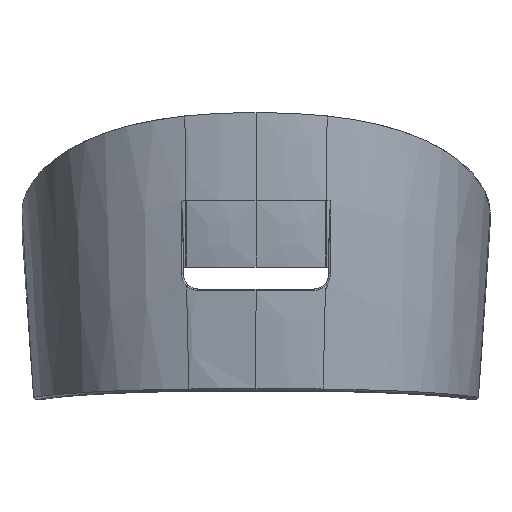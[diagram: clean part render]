
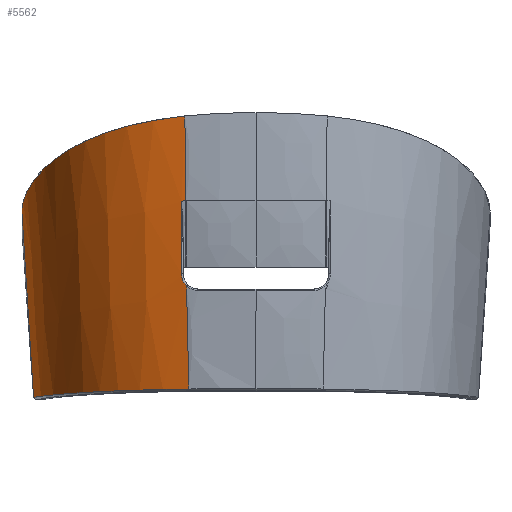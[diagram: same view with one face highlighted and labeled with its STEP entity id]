
A CAD part, left-side view. The second image highlights one B-rep face of the part: STEP entity #5562.
In plain terms, the highlighted free-form (B-spline) face has degree [3, 3] with [10, 4] control points.
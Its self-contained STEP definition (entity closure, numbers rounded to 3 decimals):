
#1510=DIRECTION('',(-0.104,0.062,0.993));
#1511=VECTOR('',#1510,42.548);
#1512=CARTESIAN_POINT('',(-40.573,50.344,
-7.531));
#1513=LINE('',#1512,#1511);
#1519=CARTESIAN_POINT('',(-40.573,50.344,
-7.531));
#1528=CARTESIAN_POINT('',(-101.806,16.865,20.476));
#1529=CARTESIAN_POINT('',(-101.786,16.865,20.224));
#1530=CARTESIAN_POINT('',(-101.756,16.816,19.731));
#1531=CARTESIAN_POINT('',(-101.744,16.596,19.007));
#1532=CARTESIAN_POINT('',(-101.765,16.236,18.341));
#1533=CARTESIAN_POINT('',(-101.798,15.915,17.954));
#1534=CARTESIAN_POINT('',(-101.82,15.732,17.773));
#1536=CARTESIAN_POINT('',(-101.755,15.719,17.));
#1537=CARTESIAN_POINT('',(-101.777,15.723,17.258));
#1538=CARTESIAN_POINT('',(-101.798,15.728,17.516));
#1539=CARTESIAN_POINT('',(-101.82,15.732,17.773));
#1541=CARTESIAN_POINT('',(-101.755,15.719,17.));
#1542=CARTESIAN_POINT('',(-101.114,15.585,9.439));
#1543=CARTESIAN_POINT('',(-100.305,15.416,1.893));
#1544=CARTESIAN_POINT('',(-99.329,15.212,
-5.63));
#1546=CARTESIAN_POINT('',(-40.573,50.344,
-7.531));
#1547=CARTESIAN_POINT('',(-44.398,50.337,
-7.535));
#1548=CARTESIAN_POINT('',(-51.673,50.077,
-7.475));
#1549=CARTESIAN_POINT('',(-61.32,48.886,
-7.302));
#1550=CARTESIAN_POINT('',(-69.763,46.939,
-7.064));
#1551=CARTESIAN_POINT('',(-76.95,44.269,
-6.802));
#1552=CARTESIAN_POINT('',(-82.839,41.036,
-6.547));
#1553=CARTESIAN_POINT('',(-87.639,37.308,
-6.312));
#1554=CARTESIAN_POINT('',(-91.628,33.02,
-6.098));
#1555=CARTESIAN_POINT('',(-94.938,27.99,
-5.907));
#1556=CARTESIAN_POINT('',(-97.564,22.151,
-5.744));
#1557=CARTESIAN_POINT('',(-98.83,17.609,
-5.665));
#1558=CARTESIAN_POINT('',(-99.329,15.212,
-5.63));
#1560=CARTESIAN_POINT('',(-103.563,16.096,56.216));
#1561=CARTESIAN_POINT('',(-102.921,19.325,55.869));
#1562=CARTESIAN_POINT('',(-101.137,25.666,54.909));
#1563=CARTESIAN_POINT('',(-96.567,34.263,52.561));
#1564=CARTESIAN_POINT('',(-90.083,41.246,49.462));
#1565=CARTESIAN_POINT('',(-82.181,46.316,46.042));
#1566=CARTESIAN_POINT('',(-73.428,49.694,42.684));
#1567=CARTESIAN_POINT('',(-61.113,52.432,38.576));
#1568=CARTESIAN_POINT('',(-51.475,53.,36.071));
#1569=CARTESIAN_POINT('',(-45.,53.,34.702));
#1571=CARTESIAN_POINT('',(-103.563,16.096,56.216));
#1572=CARTESIAN_POINT('',(-103.514,16.086,49.808));
#1573=CARTESIAN_POINT('',(-103.345,16.051,43.401));
#1574=CARTESIAN_POINT('',(-103.055,15.99,37.));
#1576=CARTESIAN_POINT('',(-102.95,16.5,37.));
#1577=CARTESIAN_POINT('',(-102.974,16.384,37.));
#1578=CARTESIAN_POINT('',(-103.009,16.215,37.001));
#1579=CARTESIAN_POINT('',(-103.044,16.044,37.));
#1580=CARTESIAN_POINT('',(-103.055,15.99,37.));
#1582=CARTESIAN_POINT('',(-102.866,16.863,36.856));
#1583=CARTESIAN_POINT('',(-102.875,16.825,36.877));
#1584=CARTESIAN_POINT('',(-102.894,16.747,36.916));
#1585=CARTESIAN_POINT('',(-102.922,16.627,36.967));
#1586=CARTESIAN_POINT('',(-102.941,16.543,36.99));
#1587=CARTESIAN_POINT('',(-102.95,16.5,37.));
#1589=CARTESIAN_POINT('',(-102.866,16.863,36.856));
#1590=CARTESIAN_POINT('',(-102.813,16.863,35.745));
#1591=CARTESIAN_POINT('',(-102.693,16.864,33.393));
#1592=CARTESIAN_POINT('',(-102.462,16.864,29.452));
#1593=CARTESIAN_POINT('',(-102.173,16.864,25.163));
#1594=CARTESIAN_POINT('',(-101.937,16.865,22.076));
#1595=CARTESIAN_POINT('',(-101.806,16.865,20.476));
#1597=CARTESIAN_POINT('',(-103.055,15.99,37.));
#1629=CARTESIAN_POINT('',(-101.82,15.732,17.773));
#1942=VERTEX_POINT('',#1519);
#1945=VERTEX_POINT('',#1558);
#2009=CARTESIAN_POINT('',(-45.,53.,34.702));
#2010=VERTEX_POINT('',#2009);
#2012=VERTEX_POINT('',#1560);
#2052=VERTEX_POINT('',#1597);
#2091=VERTEX_POINT('',#1541);
#2109=VERTEX_POINT('',#1629);
#2111=VERTEX_POINT('',#1528);
#2113=VERTEX_POINT('',#1589);
#2114=VERTEX_POINT('',#1587);
#5505=CARTESIAN_POINT('',(-99.398,14.457,
-6.23));
#5506=CARTESIAN_POINT('',(-102.14,15.017,14.698));
#5507=CARTESIAN_POINT('',(-103.584,15.306,35.803));
#5508=CARTESIAN_POINT('',(-103.717,15.32,56.918));
#5509=CARTESIAN_POINT('',(-98.748,17.781,
-6.295));
#5510=CARTESIAN_POINT('',(-101.48,18.397,14.536));
#5511=CARTESIAN_POINT('',(-102.923,18.744,35.548));
#5512=CARTESIAN_POINT('',(-103.067,18.819,56.563));
#5513=CARTESIAN_POINT('',(-96.945,24.088,
-6.473));
#5514=CARTESIAN_POINT('',(-99.632,24.797,14.093));
#5515=CARTESIAN_POINT('',(-101.075,25.248,34.841));
#5516=CARTESIAN_POINT('',(-101.265,25.443,55.583));
#5517=CARTESIAN_POINT('',(-92.169,32.565,
-6.913));
#5518=CARTESIAN_POINT('',(-94.763,33.355,13.));
#5519=CARTESIAN_POINT('',(-96.235,33.923,33.083));
#5520=CARTESIAN_POINT('',(-96.577,34.273,53.152));
#5521=CARTESIAN_POINT('',(-85.481,39.288,
-7.469));
#5522=CARTESIAN_POINT('',(-87.987,40.12,11.603));
#5523=CARTESIAN_POINT('',(-89.528,40.776,30.824));
#5524=CARTESIAN_POINT('',(-90.1,41.261,50.027));
#5525=CARTESIAN_POINT('',(-77.337,44.097,
-8.057));
#5526=CARTESIAN_POINT('',(-79.74,44.967,10.081));
#5527=CARTESIAN_POINT('',(-81.364,45.71,28.338));
#5528=CARTESIAN_POINT('',(-82.206,46.335,46.579));
#5529=CARTESIAN_POINT('',(-68.435,47.235,
-8.592));
#5530=CARTESIAN_POINT('',(-70.688,48.137,8.616));
#5531=CARTESIAN_POINT('',(-72.364,48.962,25.911));
#5532=CARTESIAN_POINT('',(-73.46,49.717,43.193));
#5533=CARTESIAN_POINT('',(-55.856,49.775,
-9.19));
#5534=CARTESIAN_POINT('',(-57.837,50.706,6.836));
#5535=CARTESIAN_POINT('',(-59.521,51.616,22.904));
#5536=CARTESIAN_POINT('',(-60.908,52.513,38.966));
#5537=CARTESIAN_POINT('',(-46.146,50.242,
-9.461));
#5538=CARTESIAN_POINT('',(-47.864,51.177,5.814));
#5539=CARTESIAN_POINT('',(-49.484,52.114,21.101));
#5540=CARTESIAN_POINT('',(-51.006,53.057,36.387));
#5541=CARTESIAN_POINT('',(-39.607,50.216,
-9.555));
#5542=CARTESIAN_POINT('',(-41.148,51.153,5.29));
#5543=CARTESIAN_POINT('',(-42.702,52.09,20.133));
#5544=CARTESIAN_POINT('',(-44.269,53.026,34.977));
#5545=B_SPLINE_SURFACE_WITH_KNOTS('',3,3,((#5505,#5506,#5507,#5508),(#5509,
#5510,#5511,#5512),(#5513,#5514,#5515,#5516),(#5517,#5518,#5519,#5520),(#5521,
#5522,#5523,#5524),(#5525,#5526,#5527,#5528),(#5529,#5530,#5531,#5532),(#5533,
#5534,#5535,#5536),(#5537,#5538,#5539,#5540),(#5541,#5542,#5543,#5544)),
.UNSPECIFIED.,.F.,.F.,.F.,(4,1,1,1,1,1,1,4),(4,4),(-0.01,0.125,
0.25,0.375,0.5,0.625,0.75,1.01),(0.072,
1.009),.UNSPECIFIED.);
#5546=ORIENTED_EDGE('',*,*,#3368,.T.);
#5548=ORIENTED_EDGE('',*,*,#5547,.F.);
#5550=ORIENTED_EDGE('',*,*,#5549,.T.);
#5552=ORIENTED_EDGE('',*,*,#5551,.F.);
#5553=ORIENTED_EDGE('',*,*,#5495,.T.);
#5554=ORIENTED_EDGE('',*,*,#2222,.F.);
#5556=ORIENTED_EDGE('',*,*,#5555,.T.);
#5557=ORIENTED_EDGE('',*,*,#3214,.F.);
#5558=ORIENTED_EDGE('',*,*,#3212,.F.);
#5559=ORIENTED_EDGE('',*,*,#3308,.T.);
#5560=EDGE_LOOP('',(#5546,#5548,#5550,#5552,#5553,#5554,#5556,#5557,#5558,
#5559));
#5561=FACE_OUTER_BOUND('',#5560,.F.);
#5562=ADVANCED_FACE('',(#5561),#5545,.F.);
#1535=B_SPLINE_CURVE_WITH_KNOTS('',3,(#1528,#1529,#1530,#1531,#1532,#1533,
#1534),.UNSPECIFIED.,.F.,.F.,(4,1,1,1,4),(0.,0.25,0.5,0.75,1.),
.UNSPECIFIED.);
#1540=B_SPLINE_CURVE_WITH_KNOTS('',3,(#1536,#1537,#1538,#1539),.UNSPECIFIED.,
.F.,.F.,(4,4),(0.,1.),.UNSPECIFIED.);
#1545=B_SPLINE_CURVE_WITH_KNOTS('',3,(#1541,#1542,#1543,#1544),.UNSPECIFIED.,
.F.,.F.,(4,4),(0.,1.),.UNSPECIFIED.);
#1559=B_SPLINE_CURVE_WITH_KNOTS('',3,(#1546,#1547,#1548,#1549,#1550,#1551,#1552,
#1553,#1554,#1555,#1556,#1557,#1558),.UNSPECIFIED.,.F.,.F.,(4,1,1,1,1,1,1,1,1,1,
4),(0.,0.1,0.2,0.3,0.4,0.5,0.6,0.7,0.8,0.9,1.),
.UNSPECIFIED.);
#1570=B_SPLINE_CURVE_WITH_KNOTS('',3,(#1560,#1561,#1562,#1563,#1564,#1565,#1566,
#1567,#1568,#1569),.UNSPECIFIED.,.F.,.F.,(4,1,1,1,1,1,1,4),(0.,0.125,0.25,
0.375,0.5,0.625,0.75,1.),.UNSPECIFIED.);
#1575=B_SPLINE_CURVE_WITH_KNOTS('',3,(#1571,#1572,#1573,#1574),.UNSPECIFIED.,
.F.,.F.,(4,4),(0.,1.),.UNSPECIFIED.);
#1581=B_SPLINE_CURVE_WITH_KNOTS('',3,(#1576,#1577,#1578,#1579,#1580),
.UNSPECIFIED.,.F.,.F.,(4,1,4),(0.,0.683,1.),.UNSPECIFIED.);
#1588=B_SPLINE_CURVE_WITH_KNOTS('',3,(#1582,#1583,#1584,#1585,#1586,#1587),
.UNSPECIFIED.,.F.,.F.,(4,1,1,4),(0.,0.333,0.667,1.),
.UNSPECIFIED.);
#1596=B_SPLINE_CURVE_WITH_KNOTS('',3,(#1589,#1590,#1591,#1592,#1593,#1594,
#1595),.UNSPECIFIED.,.F.,.F.,(4,1,1,1,4),(0.,0.25,0.5,0.75,1.),
.UNSPECIFIED.);
#2222=EDGE_CURVE('',#2012,#2010,#1570,.T.);
#3212=EDGE_CURVE('',#2113,#2114,#1588,.T.);
#3214=EDGE_CURVE('',#2114,#2052,#1581,.T.);
#3308=EDGE_CURVE('',#2113,#2111,#1596,.T.);
#3368=EDGE_CURVE('',#2111,#2109,#1535,.T.);
#5495=EDGE_CURVE('',#1942,#2010,#1513,.T.);
#5547=EDGE_CURVE('',#2091,#2109,#1540,.T.);
#5549=EDGE_CURVE('',#2091,#1945,#1545,.T.);
#5551=EDGE_CURVE('',#1942,#1945,#1559,.T.);
#5555=EDGE_CURVE('',#2012,#2052,#1575,.T.);
